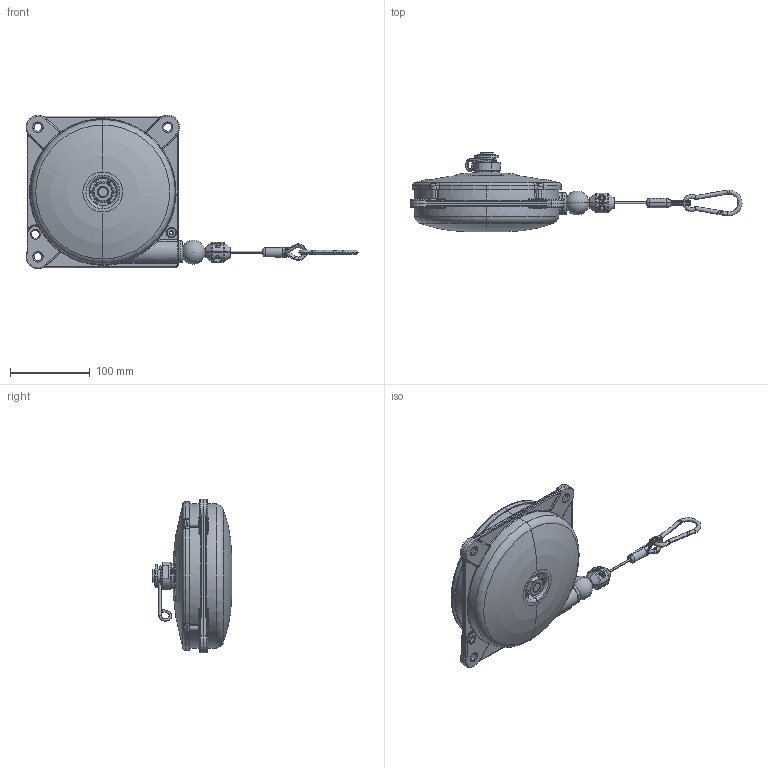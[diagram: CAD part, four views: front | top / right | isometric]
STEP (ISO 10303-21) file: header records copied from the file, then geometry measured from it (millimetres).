
FILE_DESCRIPTION (( 'STEP AP203' ), '1' );
FILE_NAME ('Series 633.STEP', '2018-11-06T08:37:28', ( '' ), ( '' ), 'SwSTEP 2.0', 'SolidWorks 2018', '' );
FILE_SCHEMA (( 'CONFIG_CONTROL_DESIGN' ));
Length unit declared in the file: millimetre
Products named in the file (1): Series 633
Bounding box: 416.28 x 99.5 x 192.6 mm (x, y, z)
Volume: 376019.8 mm3; surface area: 248755.1 mm2
Topology: 24 solids, 24 shells, 2964 faces, 7160 edges, 4127 vertices
Faces by surface type: bspline 1004, torus 552, cylinder 473, plane 435, cone 321, sphere 179
Entity records: 118891 total; most frequent: CARTESIAN_POINT 57904, ORIENTED_EDGE 13988, DIRECTION 11526, EDGE_CURVE 6994, AXIS2_PLACEMENT_3D 5125, VERTEX_POINT 4114, CIRCLE 3164, EDGE_LOOP 3058
